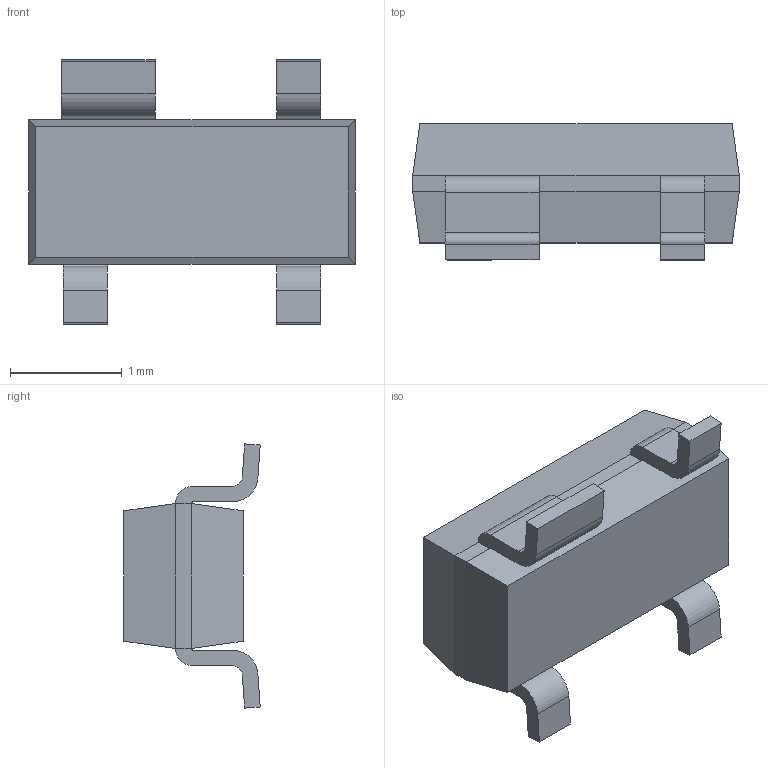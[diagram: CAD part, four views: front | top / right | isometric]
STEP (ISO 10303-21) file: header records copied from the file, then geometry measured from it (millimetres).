
FILE_DESCRIPTION (( 'STEP AP214' ), '1' );
FILE_NAME ('SR2.8.TCT.STEP', '2019-07-24T00:32:55', ( '' ), ( '' ), 'SwSTEP 2.0', 'SolidWorks 2017', '' );
FILE_SCHEMA (( 'AUTOMOTIVE_DESIGN' ));
Length unit declared in the file: inch
Products named in the file (1): SR2.8.TCT
Bounding box: 2.92 x 1.22 x 2.36 mm (x, y, z)
Volume: 4.1 mm3; surface area: 21.2 mm2
Topology: 5 solids, 5 shells, 62 faces, 148 edges, 96 vertices
Faces by surface type: plane 46, cylinder 16
Entity records: 1864 total; most frequent: CARTESIAN_POINT 307, DIRECTION 306, ORIENTED_EDGE 296, EDGE_CURVE 148, LINE 116, VECTOR 116, VERTEX_POINT 96, AXIS2_PLACEMENT_3D 95
